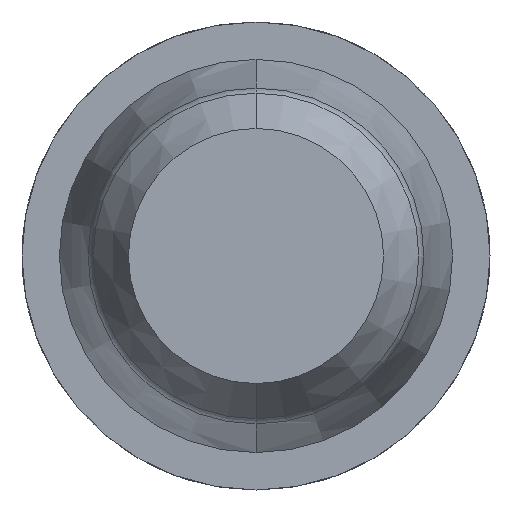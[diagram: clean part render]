
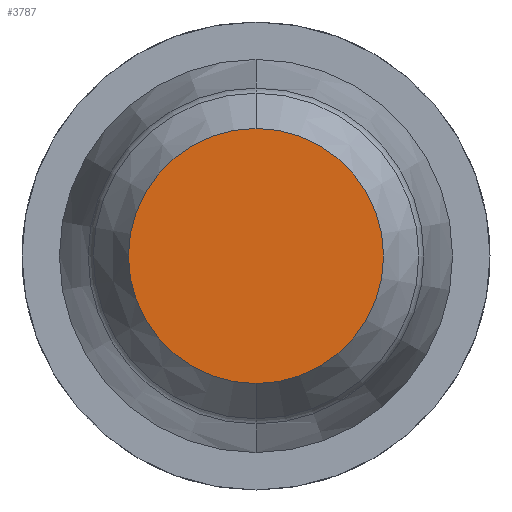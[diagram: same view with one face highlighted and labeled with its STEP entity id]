
A CAD part, front view. The second image highlights one B-rep face of the part: STEP entity #3787.
In plain terms, the highlighted planar face has unit normal (0, -1, 0).
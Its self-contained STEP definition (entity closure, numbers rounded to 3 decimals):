
#186 = EDGE_CURVE ( 'NONE', #307, #3025, #2116, .T. ) ;
#307 = VERTEX_POINT ( 'NONE', #390 ) ;
#381 = EDGE_CURVE ( 'NONE', #3025, #307, #2987, .T. ) ;
#390 = CARTESIAN_POINT ( 'NONE',  ( 0., -30.5, 0.627 ) ) ;
#456 = DIRECTION ( 'NONE',  ( 0., 0., 1. ) ) ;
#910 = CARTESIAN_POINT ( 'NONE',  ( 0., -30.5, 0. ) ) ;
#928 = DIRECTION ( 'NONE',  ( 0., 1., 0. ) ) ;
#1092 = DIRECTION ( 'NONE',  ( 0., 1., 0. ) ) ;
#1586 = CARTESIAN_POINT ( 'NONE',  ( 0., -30.5, -0.627 ) ) ;
#1612 = AXIS2_PLACEMENT_3D ( 'NONE', #3084, #1092, #1633 ) ;
#1633 = DIRECTION ( 'NONE',  ( 0., 0., 1. ) ) ;
#1640 = ORIENTED_EDGE ( 'NONE', *, *, #186, .F. ) ;
#1907 = FACE_OUTER_BOUND ( 'NONE', #3329, .T. ) ;
#1950 = CARTESIAN_POINT ( 'NONE',  ( 0., -30.5, 0. ) ) ;
#2116 = CIRCLE ( 'NONE', #2982, 0.627 ) ;
#2510 = DIRECTION ( 'NONE',  ( 0., 1., 0. ) ) ;
#2538 = AXIS2_PLACEMENT_3D ( 'NONE', #1950, #2510, #456 ) ;
#2963 = DIRECTION ( 'NONE',  ( 0., 0., 1. ) ) ;
#2982 = AXIS2_PLACEMENT_3D ( 'NONE', #910, #928, #2963 ) ;
#2987 = CIRCLE ( 'NONE', #1612, 0.627 ) ;
#3025 = VERTEX_POINT ( 'NONE', #1586 ) ;
#3084 = CARTESIAN_POINT ( 'NONE',  ( 0., -30.5, 0. ) ) ;
#3300 = ORIENTED_EDGE ( 'NONE', *, *, #381, .F. ) ;
#3329 = EDGE_LOOP ( 'NONE', ( #1640, #3300 ) ) ;
#3708 = PLANE ( 'NONE',  #2538 ) ;
#3787 = ADVANCED_FACE ( 'NONE', ( #1907 ), #3708, .F. ) ;
